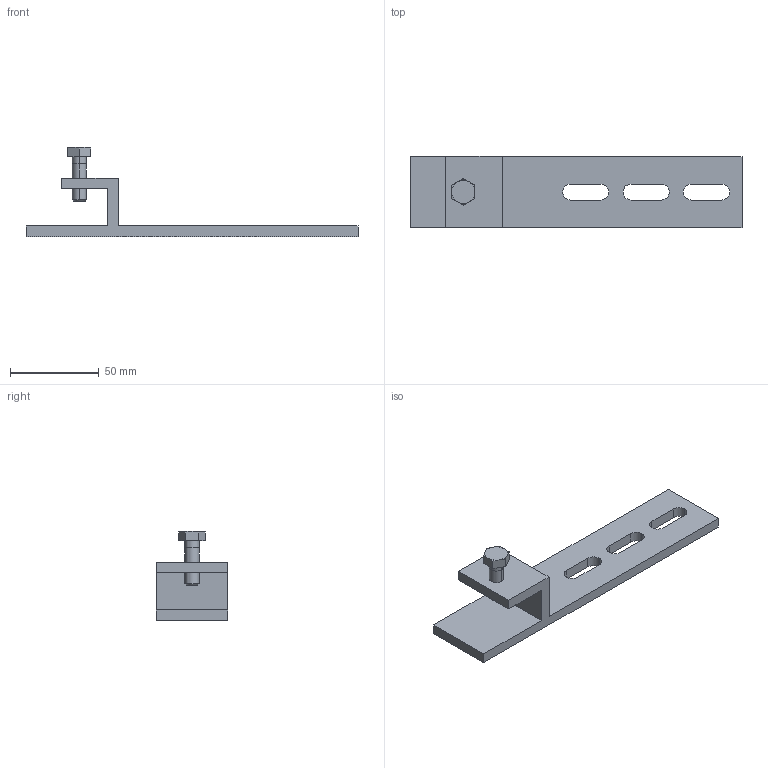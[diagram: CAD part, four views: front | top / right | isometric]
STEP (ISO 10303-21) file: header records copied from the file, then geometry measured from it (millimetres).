
FILE_DESCRIPTION((''),'2;1');
FILE_NAME('6003892_BG_ASM','2013-03-12T',('AndreasKeweloh'),(''),'PRO/ENGINEER BY PARAMETRIC TECHNOLOGY CORPORATION, 2012360','PRO/ENGINEER BY PARAMETRIC TECHNOLOGY CORPORATION, 2012360','');
FILE_SCHEMA(('CONFIG_CONTROL_DESIGN'));
Length unit declared in the file: millimetre
Products named in the file (3): 6003892SECHSKANTSCHRAUBE_ISO; 6003892_TEIL; 6003892_BG_ASM
Assembly tree (2 placements, depth 2):
  6003892_BG_ASM
    6003892SECHSKANTSCHRAUBE_ISO
    6003892_TEIL
Bounding box: 187 x 40 x 50.3 mm (x, y, z)
Volume: 55521.2 mm3; surface area: 23569.9 mm2
Topology: 2 solids, 2 shells, 59 faces, 148 edges, 94 vertices
Faces by surface type: plane 27, cylinder 18, torus 8, cone 6
Entity records: 1922 total; most frequent: CARTESIAN_POINT 386, DIRECTION 316, ORIENTED_EDGE 296, EDGE_CURVE 148, AXIS2_PLACEMENT_3D 116, VERTEX_POINT 94, VECTOR 84, LINE 84
